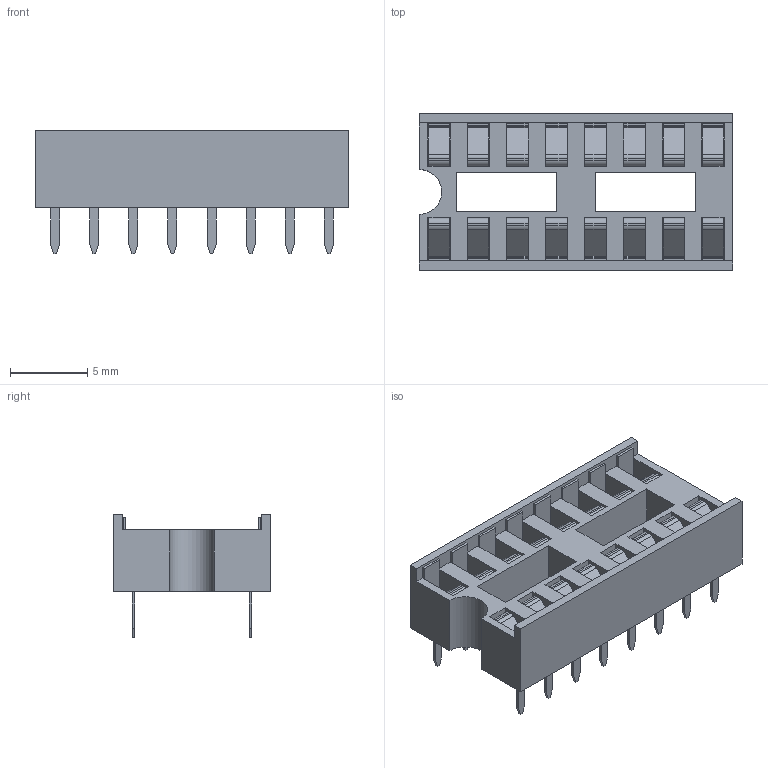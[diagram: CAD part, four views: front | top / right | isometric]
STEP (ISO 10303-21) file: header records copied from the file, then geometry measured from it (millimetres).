
FILE_DESCRIPTION (( 'STEP AP214' ), '1' );
FILE_NAME ('User Library-16pin 0.3inch 2.54mm IC DIP Gold Socket.STEP', '2019-11-16T14:27:11', ( '' ), ( '' ), 'SwSTEP 2.0', 'SolidWorks 2019', '' );
FILE_SCHEMA (( 'AUTOMOTIVE_DESIGN' ));
Length unit declared in the file: millimetre
Products named in the file (1): User Library-16pin 0.3inch 2.54mm IC DIP Gold Socket
Bounding box: 20.32 x 10.16 x 8 mm (x, y, z)
Volume: 520.5 mm3; surface area: 2025.3 mm2
Topology: 17 solids, 17 shells, 692 faces, 1942 edges, 1284 vertices
Faces by surface type: plane 531, cylinder 161
Entity records: 22342 total; most frequent: CARTESIAN_POINT 3919, ORIENTED_EDGE 3884, DIRECTION 3650, EDGE_CURVE 1942, VECTOR 1620, LINE 1620, VERTEX_POINT 1284, AXIS2_PLACEMENT_3D 1015
